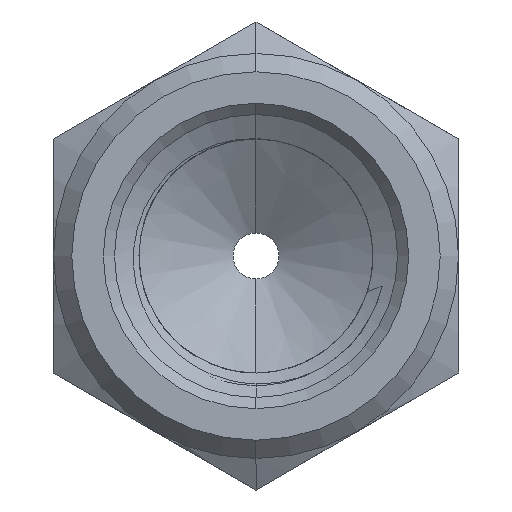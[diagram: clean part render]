
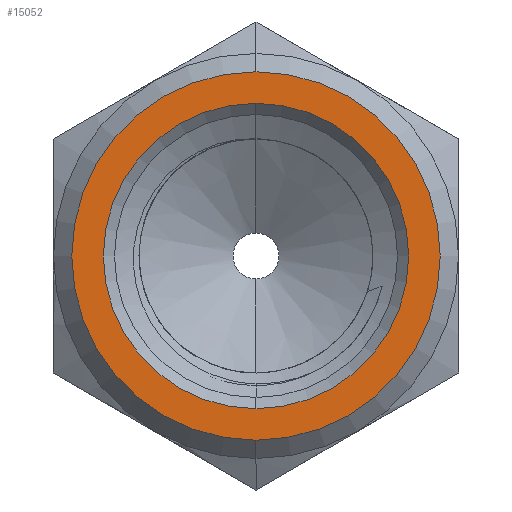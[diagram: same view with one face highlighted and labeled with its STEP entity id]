
A CAD part, front view. The second image highlights one B-rep face of the part: STEP entity #15052.
In plain terms, the highlighted planar face has unit normal (0, -1, 0).
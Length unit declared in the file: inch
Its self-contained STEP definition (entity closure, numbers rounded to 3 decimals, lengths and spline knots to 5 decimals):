
#217 = CARTESIAN_POINT ( 'NONE',  ( 0., 0., 0.259 ) ) ;
#365 = CARTESIAN_POINT ( 'NONE',  ( 0., 0., 0. ) ) ;
#411 = AXIS2_PLACEMENT_3D ( 'NONE', #8532, #2042, #15026 ) ;
#736 = DIRECTION ( 'NONE',  ( 0., -1., 0. ) ) ;
#1296 = FACE_OUTER_BOUND ( 'NONE', #15105, .T. ) ;
#1770 = DIRECTION ( 'NONE',  ( 0., -1., 0. ) ) ;
#1930 = CARTESIAN_POINT ( 'NONE',  ( 0., 0., 0. ) ) ;
#2042 = DIRECTION ( 'NONE',  ( 0., -1., 0. ) ) ;
#2084 = ORIENTED_EDGE ( 'NONE', *, *, #9349, .T. ) ;
#2451 = VERTEX_POINT ( 'NONE', #6574 ) ;
#2520 = ORIENTED_EDGE ( 'NONE', *, *, #3210, .F. ) ;
#2759 = DIRECTION ( 'NONE',  ( 0., 0., 1. ) ) ;
#3004 = EDGE_CURVE ( 'NONE', #5514, #10947, #6599, .T. ) ;
#3131 = DIRECTION ( 'NONE',  ( 0., 0., -1. ) ) ;
#3183 = CIRCLE ( 'NONE', #411, 0.259 ) ;
#3210 = EDGE_CURVE ( 'NONE', #10947, #5514, #3183, .T. ) ;
#3703 = AXIS2_PLACEMENT_3D ( 'NONE', #365, #11851, #2759 ) ;
#3704 = CARTESIAN_POINT ( 'NONE',  ( 0., 0., 0.3125 ) ) ;
#4369 = DIRECTION ( 'NONE',  ( 0., 0., -1. ) ) ;
#4982 = AXIS2_PLACEMENT_3D ( 'NONE', #8479, #736, #3131 ) ;
#5514 = VERTEX_POINT ( 'NONE', #7335 ) ;
#6075 = CARTESIAN_POINT ( 'NONE',  ( 0., 0., 0. ) ) ;
#6574 = CARTESIAN_POINT ( 'NONE',  ( 0., 0., -0.3125 ) ) ;
#6599 = CIRCLE ( 'NONE', #9179, 0.259 ) ;
#7335 = CARTESIAN_POINT ( 'NONE',  ( 0., 0., -0.259 ) ) ;
#7374 = DIRECTION ( 'NONE',  ( 0., -1., 0. ) ) ;
#8479 = CARTESIAN_POINT ( 'NONE',  ( 0., 0., 0. ) ) ;
#8532 = CARTESIAN_POINT ( 'NONE',  ( 0., 0., 0. ) ) ;
#9179 = AXIS2_PLACEMENT_3D ( 'NONE', #1930, #1770, #4369 ) ;
#9349 = EDGE_CURVE ( 'NONE', #2451, #14432, #15060, .T. ) ;
#10947 = VERTEX_POINT ( 'NONE', #217 ) ;
#11851 = DIRECTION ( 'NONE',  ( 0., 1., 0. ) ) ;
#12356 = AXIS2_PLACEMENT_3D ( 'NONE', #6075, #7374, #15439 ) ;
#12429 = CIRCLE ( 'NONE', #12356, 0.3125 ) ;
#13274 = PLANE ( 'NONE',  #3703 ) ;
#13431 = ORIENTED_EDGE ( 'NONE', *, *, #13529, .T. ) ;
#13529 = EDGE_CURVE ( 'NONE', #14432, #2451, #12429, .T. ) ;
#14137 = EDGE_LOOP ( 'NONE', ( #15939, #2520 ) ) ;
#14432 = VERTEX_POINT ( 'NONE', #3704 ) ;
#15026 = DIRECTION ( 'NONE',  ( 0., 0., -1. ) ) ;
#15052 = ADVANCED_FACE ( 'NONE', ( #1296, #16646 ), #13274, .F. ) ;
#15060 = CIRCLE ( 'NONE', #4982, 0.3125 ) ;
#15105 = EDGE_LOOP ( 'NONE', ( #2084, #13431 ) ) ;
#15439 = DIRECTION ( 'NONE',  ( 0., 0., -1. ) ) ;
#15939 = ORIENTED_EDGE ( 'NONE', *, *, #3004, .F. ) ;
#16646 = FACE_BOUND ( 'NONE', #14137, .T. ) ;
